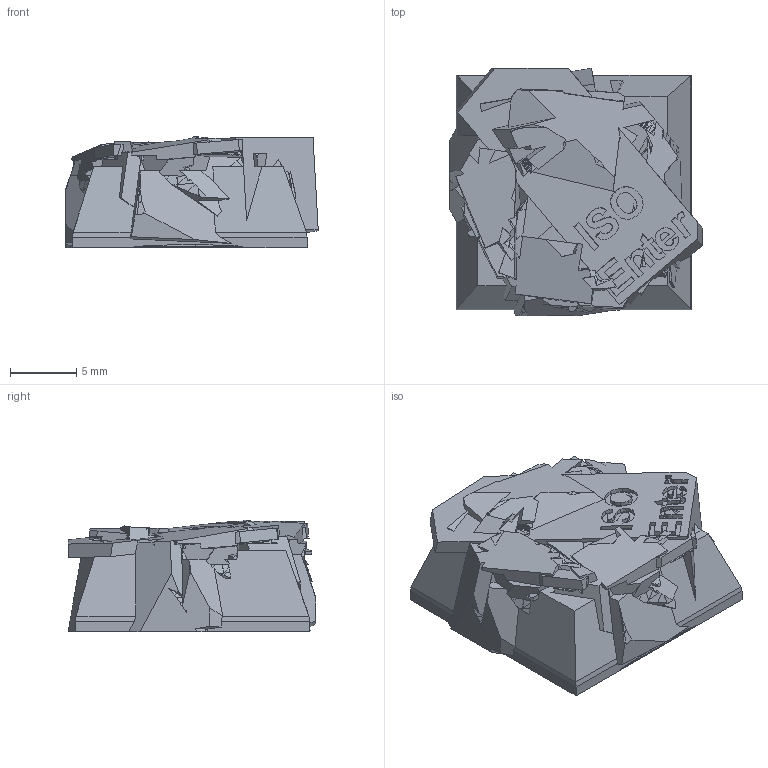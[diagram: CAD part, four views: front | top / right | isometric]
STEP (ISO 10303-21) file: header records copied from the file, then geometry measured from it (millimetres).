
FILE_DESCRIPTION(/* description */ ('','CAx-IF Rec.Pracs.---Representation and Presentation of Product Manufacturing Information (PMI)---4.0---2014-10-13'),/* implementation_level */ '2;1');
FILE_NAME(/* name */ 'backroomkeycap_artisan.step',/* time_stamp */ '2025-02-17T10:41:04+01:00',/* author */ (''),/* organization */ (''),/* preprocessor_version */ 'ST-DEVELOPER v20',/* originating_system */ 'Autodesk Translation Framework v13.20.0.188',/* authorisation */ '');
FILE_SCHEMA (('AP242_MANAGED_MODEL_BASED_3D_ENGINEERING_MIM_LF { 1 0 10303 442 1 1 4 }'));
Length unit declared in the file: millimetre
Products named in the file (2): product0; Component13
Assembly tree (1 placements, depth 2):
  product0
    Component13
Bounding box: 19.04 x 18.65 x 8.43 mm (x, y, z)
Volume: 1047.9 mm3; surface area: 1573.1 mm2
Topology: 1 solids, 4 shells, 1110 faces, 3040 edges, 1950 vertices
Faces by surface type: plane 1017, bspline 89, cylinder 4
Entity records: 35097 total; most frequent: CARTESIAN_POINT 7624, ORIENTED_EDGE 6078, DIRECTION 4932, EDGE_CURVE 3039, LINE 2832, VECTOR 2832, VERTEX_POINT 1950, EDGE_LOOP 1125
